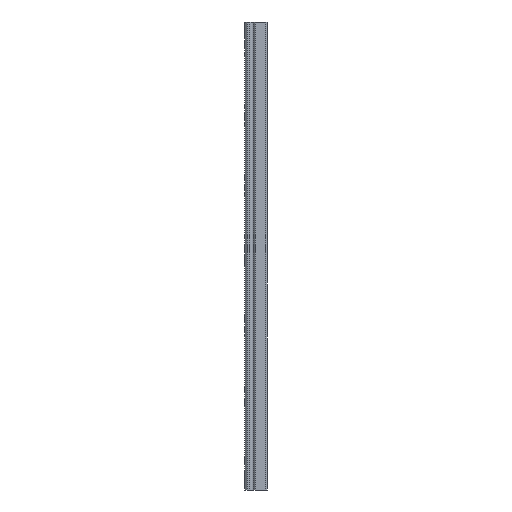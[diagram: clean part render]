
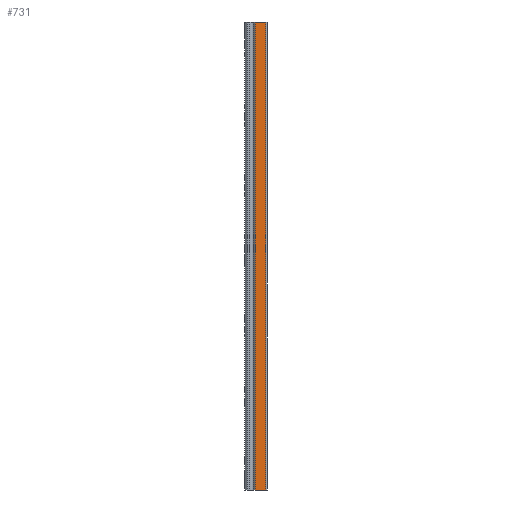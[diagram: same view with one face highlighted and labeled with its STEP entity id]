
A CAD part, left-side view. The second image highlights one B-rep face of the part: STEP entity #731.
In plain terms, the highlighted planar face has unit normal (-1, 0, 0).
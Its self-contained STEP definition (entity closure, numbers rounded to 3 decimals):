
#41 = ORIENTED_EDGE ( 'NONE', *, *, #139, .T. ) ;
#65 = DIRECTION ( 'NONE',  ( 0., 0., 1. ) ) ;
#118 = ORIENTED_EDGE ( 'NONE', *, *, #1854, .T. ) ;
#139 = EDGE_CURVE ( 'NONE', #1702, #298, #1286, .T. ) ;
#240 = AXIS2_PLACEMENT_3D ( 'NONE', #1302, #1437, #262 ) ;
#262 = DIRECTION ( 'NONE',  ( 0., 1., 0. ) ) ;
#298 = VERTEX_POINT ( 'NONE', #1075 ) ;
#394 = CARTESIAN_POINT ( 'NONE',  ( -3.5, 0.3, 50. ) ) ;
#439 = FACE_OUTER_BOUND ( 'NONE', #1039, .T. ) ;
#649 = CARTESIAN_POINT ( 'NONE',  ( -3.5, 2.53, 50. ) ) ;
#731 = ADVANCED_FACE ( 'NONE', ( #439 ), #1601, .F. ) ;
#737 = VECTOR ( 'NONE', #865, 1000. ) ;
#865 = DIRECTION ( 'NONE',  ( 0., -1., 0. ) ) ;
#876 = VERTEX_POINT ( 'NONE', #1851 ) ;
#977 = EDGE_CURVE ( 'NONE', #876, #2010, #1230, .T. ) ;
#1039 = EDGE_LOOP ( 'NONE', ( #41, #118, #1497, #1797 ) ) ;
#1075 = CARTESIAN_POINT ( 'NONE',  ( -3.5, 0.3, -50. ) ) ;
#1102 = VECTOR ( 'NONE', #1127, 1000. ) ;
#1127 = DIRECTION ( 'NONE',  ( 0., -1., 0. ) ) ;
#1230 = LINE ( 'NONE', #1729, #737 ) ;
#1279 = CARTESIAN_POINT ( 'NONE',  ( -3.5, 0.3, 50. ) ) ;
#1286 = LINE ( 'NONE', #1637, #1102 ) ;
#1302 = CARTESIAN_POINT ( 'NONE',  ( -3.5, 0., 50. ) ) ;
#1437 = DIRECTION ( 'NONE',  ( 1., 0., 0. ) ) ;
#1497 = ORIENTED_EDGE ( 'NONE', *, *, #977, .F. ) ;
#1601 = PLANE ( 'NONE',  #240 ) ;
#1621 = EDGE_CURVE ( 'NONE', #876, #1702, #2130, .T. ) ;
#1623 = VECTOR ( 'NONE', #2151, 1000. ) ;
#1637 = CARTESIAN_POINT ( 'NONE',  ( -3.5, 0., -50. ) ) ;
#1701 = VECTOR ( 'NONE', #65, 1000. ) ;
#1702 = VERTEX_POINT ( 'NONE', #1973 ) ;
#1722 = LINE ( 'NONE', #394, #1701 ) ;
#1729 = CARTESIAN_POINT ( 'NONE',  ( -3.5, 0., 50. ) ) ;
#1797 = ORIENTED_EDGE ( 'NONE', *, *, #1621, .T. ) ;
#1851 = CARTESIAN_POINT ( 'NONE',  ( -3.5, 2.53, 50. ) ) ;
#1854 = EDGE_CURVE ( 'NONE', #298, #2010, #1722, .T. ) ;
#1973 = CARTESIAN_POINT ( 'NONE',  ( -3.5, 2.53, -50. ) ) ;
#2010 = VERTEX_POINT ( 'NONE', #1279 ) ;
#2130 = LINE ( 'NONE', #649, #1623 ) ;
#2151 = DIRECTION ( 'NONE',  ( 0., 0., -1. ) ) ;
